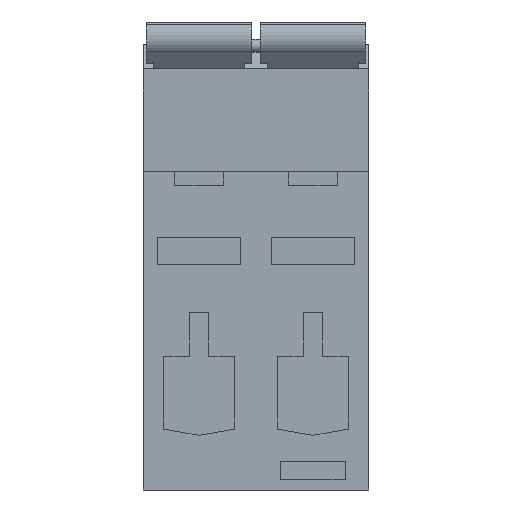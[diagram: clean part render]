
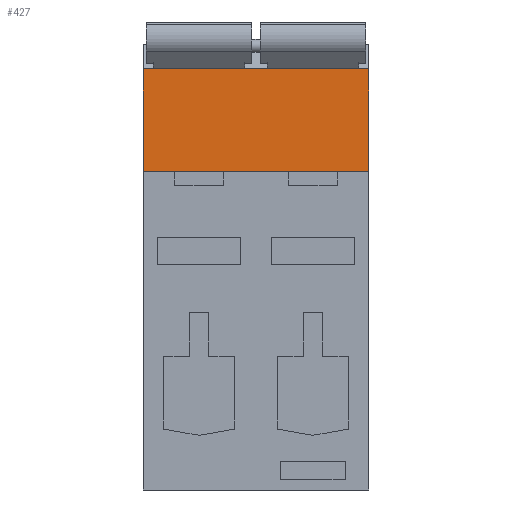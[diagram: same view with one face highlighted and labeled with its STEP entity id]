
A CAD part, front view. The second image highlights one B-rep face of the part: STEP entity #427.
In plain terms, the highlighted planar face has unit normal (0, -1, 0).
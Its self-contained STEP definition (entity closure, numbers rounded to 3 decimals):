
#427 = ADVANCED_FACE ( 'PLANAR_53', ( #1693 ), #1692, .F. ) ;
#428 = EDGE_LOOP ( 'NONE', ( #429, #432, #435, #437 ) ) ;
#429 = ORIENTED_EDGE ( 'NONE', *, *, #430, .T. ) ;
#430 = EDGE_CURVE ( 'NONE', #9217, #431, #1687, .T. ) ;
#431 = VERTEX_POINT ( 'NONE', #1683 ) ;
#432 = ORIENTED_EDGE ( 'NONE', *, *, #433, .F. ) ;
#433 = EDGE_CURVE ( 'NONE', #434, #431, #1682, .T. ) ;
#434 = VERTEX_POINT ( 'NONE', #1741 ) ;
#435 = ORIENTED_EDGE ( 'NONE', *, *, #436, .F. ) ;
#436 = EDGE_CURVE ( 'NONE', #5350, #434, #1740, .T. ) ;
#437 = ORIENTED_EDGE ( 'NONE', *, *, #9219, .T. ) ;
#1679 = DIRECTION ( 'NONE',  ( -1., 0., 0. ) ) ;
#1680 = VECTOR ( 'NONE', #1679, 1000. ) ;
#1681 = CARTESIAN_POINT ( 'NONE',  ( 35.1, -22.5, 44. ) ) ;
#1682 = LINE ( 'NONE', #1681, #1680 ) ;
#1683 = CARTESIAN_POINT ( 'NONE',  ( 0., -22.5, 44. ) ) ;
#1684 = DIRECTION ( 'NONE',  ( 0., 0., -1. ) ) ;
#1685 = VECTOR ( 'NONE', #1684, 1000. ) ;
#1686 = CARTESIAN_POINT ( 'NONE',  ( 0., -22.5, 60. ) ) ;
#1687 = LINE ( 'NONE', #1686, #1685 ) ;
#1688 = DIRECTION ( 'NONE',  ( 0., 0., 1. ) ) ;
#1689 = DIRECTION ( 'NONE',  ( 0., 1., 0. ) ) ;
#1690 = AXIS2_PLACEMENT_3D ( 'NONE', #1691, #1689, #1688 ) ;
#1691 = CARTESIAN_POINT ( 'NONE',  ( 35.1, -22.5, 60. ) ) ;
#1692 = PLANE ( 'NONE',  #1690 ) ;
#1693 = FACE_OUTER_BOUND ( 'NONE', #428, .T. ) ;
#1737 = DIRECTION ( 'NONE',  ( 0., 0., -1. ) ) ;
#1738 = VECTOR ( 'NONE', #1737, 1000. ) ;
#1739 = CARTESIAN_POINT ( 'NONE',  ( 35.1, -22.5, 60. ) ) ;
#1740 = LINE ( 'NONE', #1739, #1738 ) ;
#1741 = CARTESIAN_POINT ( 'NONE',  ( 35.1, -22.5, 44. ) ) ;
#2690 = CARTESIAN_POINT ( 'NONE',  ( 35.1, -22.5, 60. ) ) ;
#5350 = VERTEX_POINT ( 'NONE', #2690 ) ;
#8075 = DIRECTION ( 'NONE',  ( -1., 0., 0. ) ) ;
#8076 = VECTOR ( 'NONE', #8075, 1000. ) ;
#8077 = CARTESIAN_POINT ( 'NONE',  ( 35.1, -22.5, 60. ) ) ;
#8078 = LINE ( 'NONE', #8077, #8076 ) ;
#8079 = CARTESIAN_POINT ( 'NONE',  ( 0., -22.5, 60. ) ) ;
#9217 = VERTEX_POINT ( 'NONE', #8079 ) ;
#9219 = EDGE_CURVE ( 'NONE', #5350, #9217, #8078, .T. ) ;
